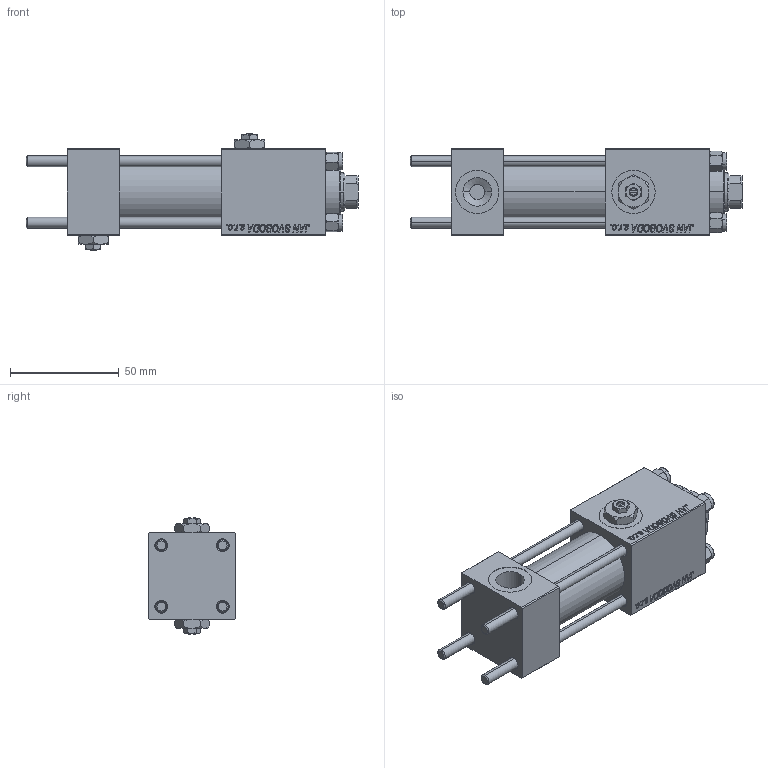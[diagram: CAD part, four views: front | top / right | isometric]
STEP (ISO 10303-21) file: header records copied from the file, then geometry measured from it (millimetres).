
FILE_DESCRIPTION (( 'STEP AP203' ), '1' );
FILE_NAME ('fcb7.STEP', '2022-04-15T02:23:45', ( '' ), ( '' ), 'SwSTEP 2.0', 'SolidWorks 2019', '' );
FILE_SCHEMA (( 'CONFIG_CONTROL_DESIGN' ));
Length unit declared in the file: millimetre
Products named in the file (7): fcb7; V215CR_VCP 8248bd9834dda97ffd216182d0bf614a; V215_VC_A 8248bd9834dda97ffd216182d0bf614a; CR025_012_A_0_G_A_G_M_020_+#_##_TYCINKA 8248bd9834dda97ffd216182d0bf614a; Zatka_pro_OIL_PORT 8248bd9834dda97ffd216182d0bf614a; V215CR_BODY_A 8248bd9834dda97ffd216182d0bf614a; NUT_M5 8248bd9834dda97ffd216182d0bf614a
Assembly tree (13 placements, depth 2):
  fcb7
    V215CR_BODY_A 8248bd9834dda97ffd216182d0bf614a
    CR025_012_A_0_G_A_G_M_020_+#_##_TYCINKA 8248bd9834dda97ffd216182d0bf614a  x4
    NUT_M5 8248bd9834dda97ffd216182d0bf614a  x4
    V215CR_VCP 8248bd9834dda97ffd216182d0bf614a
    V215_VC_A 8248bd9834dda97ffd216182d0bf614a
    Zatka_pro_OIL_PORT 8248bd9834dda97ffd216182d0bf614a  x2
Bounding box: 153 x 40 x 54 mm (x, y, z)
Volume: 150909.4 mm3; surface area: 63102.7 mm2
Topology: 13 solids, 13 shells, 1235 faces, 3088 edges, 1989 vertices
Faces by surface type: plane 565, bspline 392, cone 178, cylinder 92, torus 8
Entity records: 51913 total; most frequent: CARTESIAN_POINT 27657, ORIENTED_EDGE 5476, DIRECTION 3486, EDGE_CURVE 2738, VERTEX_POINT 1787, VECTOR 1634, LINE 1634, EDGE_LOOP 1205
